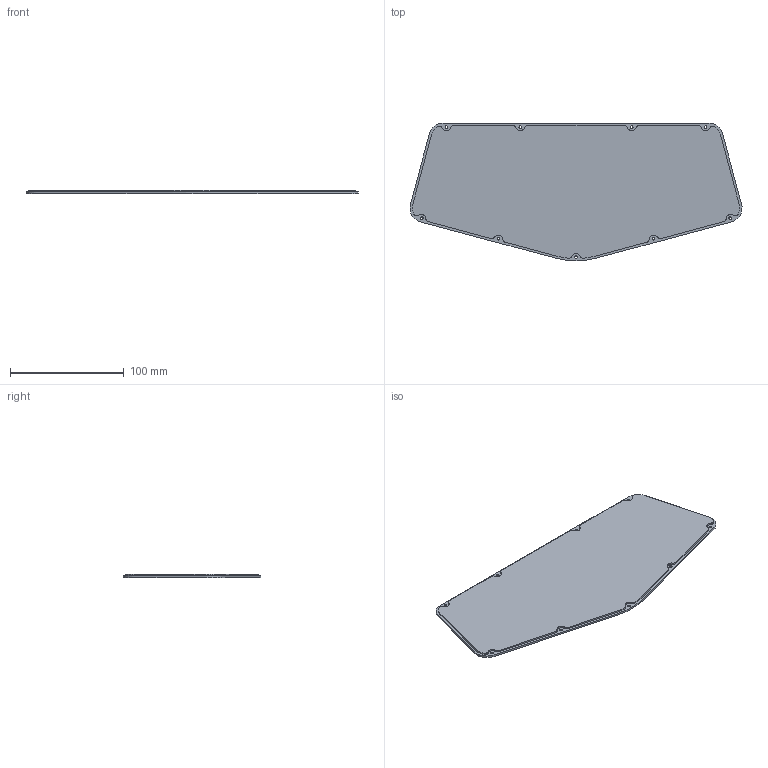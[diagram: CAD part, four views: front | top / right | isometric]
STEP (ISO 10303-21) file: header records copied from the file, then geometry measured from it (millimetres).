
FILE_DESCRIPTION(('FreeCAD Model'),'2;1');
FILE_NAME('Open CASCADE Shape Model','2025-12-02T04:05:29',(''),(''), 'Open CASCADE STEP processor 7.8','FreeCAD','Unknown');
FILE_SCHEMA(('AUTOMOTIVE_DESIGN { 1 0 10303 214 1 1 1 1 }'));
Length unit declared in the file: millimetre
Products named in the file (1): bottom-for-siliconepads-8mm
Bounding box: 291.71 x 120.88 x 3 mm (x, y, z)
Volume: 83500 mm3; surface area: 59841.1 mm2
Topology: 1 solids, 1 shells, 83 faces, 216 edges, 141 vertices
Faces by surface type: cylinder 52, plane 22, cone 9
Full cylindrical faces by diameter (mm): 2.4 x9, 8.4 x5
Entity records: 2649 total; most frequent: DIRECTION 497, CARTESIAN_POINT 441, ORIENTED_EDGE 432, EDGE_CURVE 216, AXIS2_PLACEMENT_3D 197, VERTEX_POINT 141, CIRCLE 113, FACE_BOUND 107
